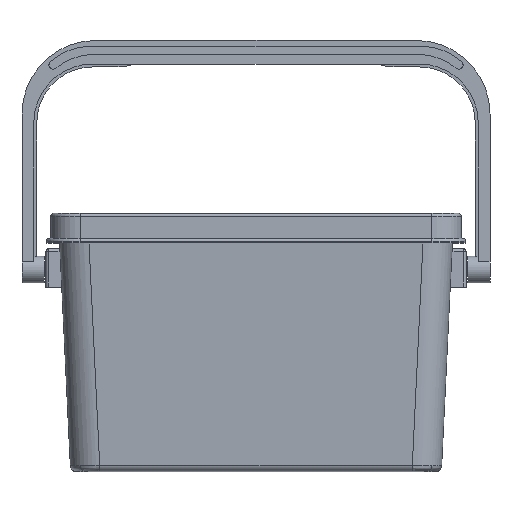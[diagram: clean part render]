
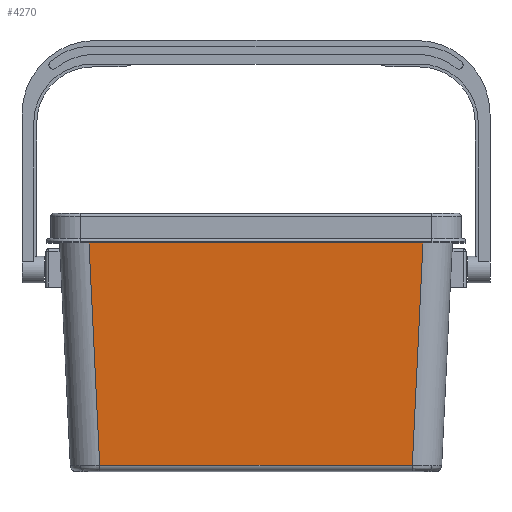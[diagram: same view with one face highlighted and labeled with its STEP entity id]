
A CAD part, top view. The second image highlights one B-rep face of the part: STEP entity #4270.
In plain terms, the highlighted planar face has unit normal (0, -0.054, 0.999).
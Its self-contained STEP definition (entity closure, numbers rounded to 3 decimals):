
#122 = LINE ( 'NONE', #11240, #3071 ) ;
#127 = AXIS2_PLACEMENT_3D ( 'NONE', #9153, #10080, #5303 ) ;
#358 = CARTESIAN_POINT ( 'NONE',  ( 53.105, 1.892, 53.602 ) ) ;
#412 = CARTESIAN_POINT ( 'NONE',  ( 56.969, 82.555, 57.949 ) ) ;
#625 = ORIENTED_EDGE ( 'NONE', *, *, #9592, .T. ) ;
#1155 = DIRECTION ( 'NONE',  ( 1., 0., 0. ) ) ;
#1935 = EDGE_CURVE ( 'NONE', #9012, #6219, #9765, .T. ) ;
#2890 = VERTEX_POINT ( 'NONE', #358 ) ;
#3033 = DIRECTION ( 'NONE',  ( -1., 0., 0. ) ) ;
#3071 = VECTOR ( 'NONE', #3033, 1000. ) ;
#3352 = ORIENTED_EDGE ( 'NONE', *, *, #5970, .T. ) ;
#3638 = PLANE ( 'NONE',  #127 ) ;
#3768 = EDGE_CURVE ( 'NONE', #8479, #9012, #122, .T. ) ;
#4106 = VECTOR ( 'NONE', #1155, 1000. ) ;
#4270 = ADVANCED_FACE ( 'NONE', ( #11481 ), #3638, .F. ) ;
#4993 = DIRECTION ( 'NONE',  ( 0.048, -0.997, -0.054 ) ) ;
#5303 = DIRECTION ( 'NONE',  ( 0., 0.999, 0.054 ) ) ;
#5661 = LINE ( 'NONE', #8635, #8627 ) ;
#5743 = LINE ( 'NONE', #6779, #4106 ) ;
#5970 = EDGE_CURVE ( 'NONE', #2890, #8479, #5661, .T. ) ;
#6035 = VECTOR ( 'NONE', #4993, 1000. ) ;
#6038 = ORIENTED_EDGE ( 'NONE', *, *, #3768, .T. ) ;
#6219 = VERTEX_POINT ( 'NONE', #12006 ) ;
#6779 = CARTESIAN_POINT ( 'NONE',  ( 0., 1.892, 53.602 ) ) ;
#6917 = EDGE_LOOP ( 'NONE', ( #3352, #6038, #8003, #625 ) ) ;
#7984 = CARTESIAN_POINT ( 'NONE',  ( -52.756, -5.395, 53.209 ) ) ;
#8003 = ORIENTED_EDGE ( 'NONE', *, *, #1935, .T. ) ;
#8479 = VERTEX_POINT ( 'NONE', #412 ) ;
#8627 = VECTOR ( 'NONE', #9386, 1000. ) ;
#8635 = CARTESIAN_POINT ( 'NONE',  ( 52.756, -5.395, 53.209 ) ) ;
#9012 = VERTEX_POINT ( 'NONE', #10788 ) ;
#9153 = CARTESIAN_POINT ( 'NONE',  ( 0., -2.875, 53.345 ) ) ;
#9386 = DIRECTION ( 'NONE',  ( 0.048, 0.997, 0.054 ) ) ;
#9592 = EDGE_CURVE ( 'NONE', #6219, #2890, #5743, .T. ) ;
#9765 = LINE ( 'NONE', #7984, #6035 ) ;
#10080 = DIRECTION ( 'NONE',  ( 0., 0.054, -0.999 ) ) ;
#10788 = CARTESIAN_POINT ( 'NONE',  ( -56.969, 82.555, 57.949 ) ) ;
#11240 = CARTESIAN_POINT ( 'NONE',  ( 0., 82.555, 57.949 ) ) ;
#11481 = FACE_OUTER_BOUND ( 'NONE', #6917, .T. ) ;
#12006 = CARTESIAN_POINT ( 'NONE',  ( -53.105, 1.892, 53.602 ) ) ;
